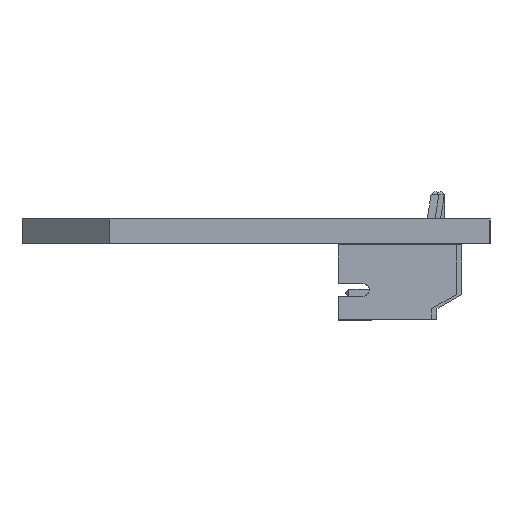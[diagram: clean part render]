
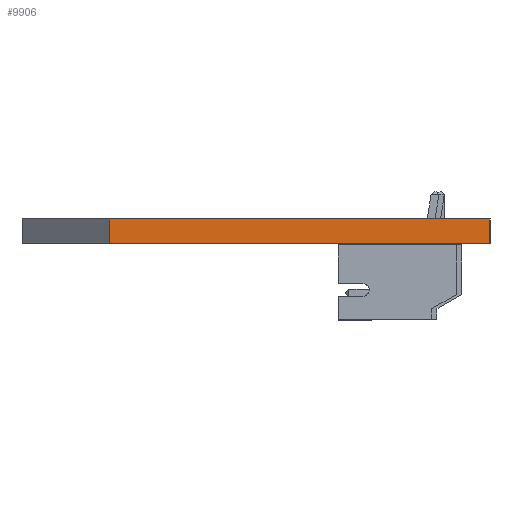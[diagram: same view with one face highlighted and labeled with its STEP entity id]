
A CAD part, left-side view. The second image highlights one B-rep face of the part: STEP entity #9906.
In plain terms, the highlighted planar face has unit normal (-1, 0, 0).
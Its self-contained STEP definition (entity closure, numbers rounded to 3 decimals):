
#9094 = VERTEX_POINT('',#9095);
#9095 = CARTESIAN_POINT('',(0.,0.,1.6));
#9101 = EDGE_CURVE('',#9102,#9094,#9104,.T.);
#9102 = VERTEX_POINT('',#9103);
#9103 = CARTESIAN_POINT('',(0.,-0.,0.));
#9104 = LINE('',#9105,#9106);
#9105 = CARTESIAN_POINT('',(0.,-0.,0.));
#9106 = VECTOR('',#9107,1.);
#9107 = DIRECTION('',(0.,0.,1.));
#9134 = VERTEX_POINT('',#9135);
#9135 = CARTESIAN_POINT('',(0.,24.4,0.));
#9141 = EDGE_CURVE('',#9102,#9134,#9142,.T.);
#9142 = LINE('',#9143,#9144);
#9143 = CARTESIAN_POINT('',(0.,-0.,0.));
#9144 = VECTOR('',#9145,1.);
#9145 = DIRECTION('',(0.,1.,0.));
#9519 = VERTEX_POINT('',#9520);
#9520 = CARTESIAN_POINT('',(0.,24.4,1.6));
#9526 = EDGE_CURVE('',#9094,#9519,#9527,.T.);
#9527 = LINE('',#9528,#9529);
#9528 = CARTESIAN_POINT('',(0.,0.,1.6));
#9529 = VECTOR('',#9530,1.);
#9530 = DIRECTION('',(0.,1.,0.));
#9906 = ADVANCED_FACE('',(#9907),#9918,.T.);
#9907 = FACE_BOUND('',#9908,.T.);
#9908 = EDGE_LOOP('',(#9909,#9910,#9911,#9917));
#9909 = ORIENTED_EDGE('',*,*,#9101,.T.);
#9910 = ORIENTED_EDGE('',*,*,#9526,.T.);
#9911 = ORIENTED_EDGE('',*,*,#9912,.F.);
#9912 = EDGE_CURVE('',#9134,#9519,#9913,.T.);
#9913 = LINE('',#9914,#9915);
#9914 = CARTESIAN_POINT('',(0.,24.4,0.));
#9915 = VECTOR('',#9916,1.);
#9916 = DIRECTION('',(0.,0.,1.));
#9917 = ORIENTED_EDGE('',*,*,#9141,.F.);
#9918 = PLANE('',#9919);
#9919 = AXIS2_PLACEMENT_3D('',#9920,#9921,#9922);
#9920 = CARTESIAN_POINT('',(0.,0.,0.));
#9921 = DIRECTION('',(-1.,0.,0.));
#9922 = DIRECTION('',(0.,1.,0.));
